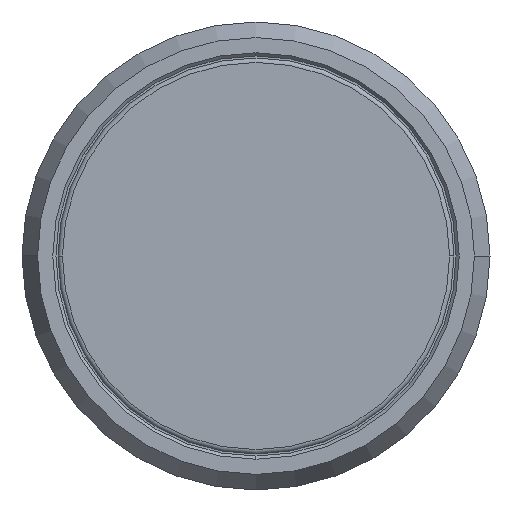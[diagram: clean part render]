
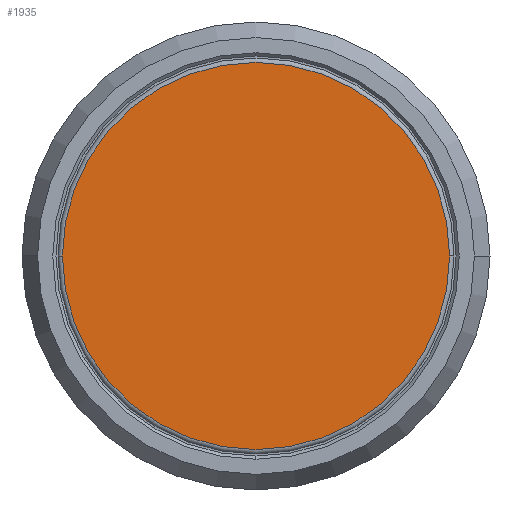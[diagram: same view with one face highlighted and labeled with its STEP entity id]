
A CAD part, front view. The second image highlights one B-rep face of the part: STEP entity #1935.
In plain terms, the highlighted planar face has unit normal (0, -1, 0).
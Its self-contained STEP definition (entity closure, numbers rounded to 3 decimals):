
#46=CARTESIAN_POINT('',(0.,-6.1,0.));
#47=DIRECTION('',(0.,-1.,0.));
#48=DIRECTION('',(-1.,0.,0.));
#49=AXIS2_PLACEMENT_3D('',#46,#47,#48);
#598=CARTESIAN_POINT('',(0.,-6.1,0.));
#599=DIRECTION('',(0.,-1.,0.));
#600=DIRECTION('',(1.,0.,0.));
#601=AXIS2_PLACEMENT_3D('',#598,#599,#600);
#636=CARTESIAN_POINT('',(-12.408,-6.1,0.));
#637=VERTEX_POINT('',#636);
#638=CARTESIAN_POINT('',(12.408,-6.1,0.));
#639=VERTEX_POINT('',#638);
#1926=CARTESIAN_POINT('',(0.,-6.1,0.));
#1927=DIRECTION('',(0.,-1.,0.));
#1928=DIRECTION('',(-1.,0.,0.));
#1929=AXIS2_PLACEMENT_3D('',#1926,#1927,#1928);
#1930=PLANE('',#1929);
#1931=ORIENTED_EDGE('',*,*,#767,.F.);
#1932=ORIENTED_EDGE('',*,*,#1913,.F.);
#1933=EDGE_LOOP('',(#1931,#1932));
#1934=FACE_OUTER_BOUND('',#1933,.F.);
#1935=ADVANCED_FACE('',(#1934),#1930,.T.);
#50=CIRCLE('',#49,12.408);
#602=CIRCLE('',#601,12.408);
#767=EDGE_CURVE('',#637,#639,#50,.T.);
#1913=EDGE_CURVE('',#639,#637,#602,.T.);
